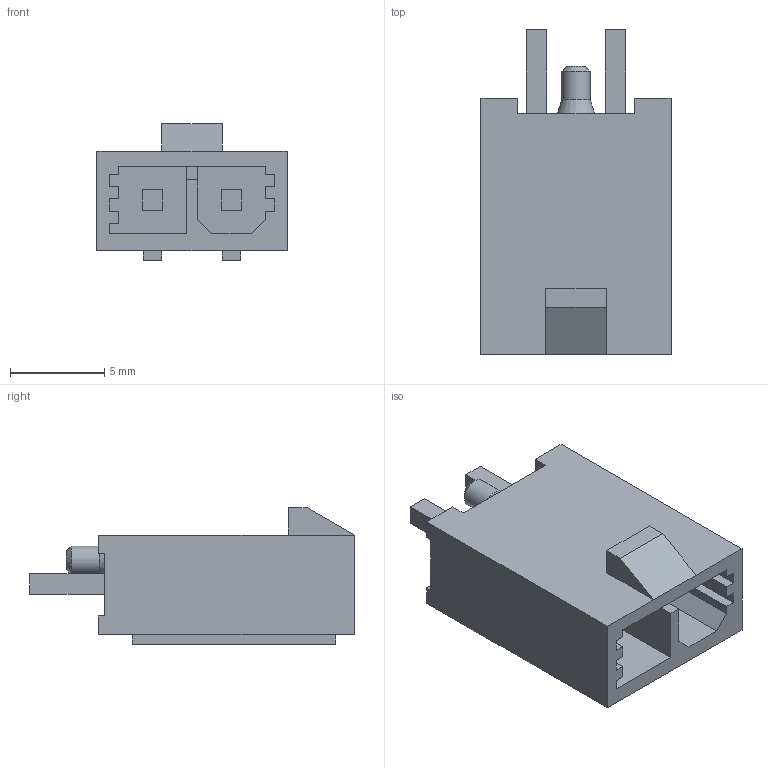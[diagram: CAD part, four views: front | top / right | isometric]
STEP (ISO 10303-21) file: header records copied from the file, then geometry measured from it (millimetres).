
FILE_DESCRIPTION(/* description */ (''),/* implementation_level */ '2;1');
FILE_NAME(/* name */ '2159151002wbm000_01_214.stp',/* time_stamp */ '2024-04-10T07:48:54+05:00',/* author */ (''),/* organization */ (''),/* preprocessor_version */ 'ST-DEVELOPER v16.7',/* originating_system */ 'SIEMENS PLM Software NX 1919',/* authorisation */ '');
FILE_SCHEMA (('AUTOMOTIVE_DESIGN { 1 0 10303 214 3 1 1 1 }'));
Length unit declared in the file: millimetre
Products named in the file (1): 2159151002wbm000_01
Bounding box: 10.1 x 17.26 x 7.25 mm (x, y, z)
Volume: 495.2 mm3; surface area: 950.5 mm2
Topology: 1 solids, 1 shells, 92 faces, 242 edges, 160 vertices
Faces by surface type: plane 89, cone 2, cylinder 1
Full cylindrical faces by diameter (mm): 1.5 x1
Entity records: 2787 total; most frequent: CARTESIAN_POINT 492, ORIENTED_EDGE 478, DIRECTION 429, EDGE_CURVE 239, LINE 235, VECTOR 235, VERTEX_POINT 160, EDGE_LOOP 103
